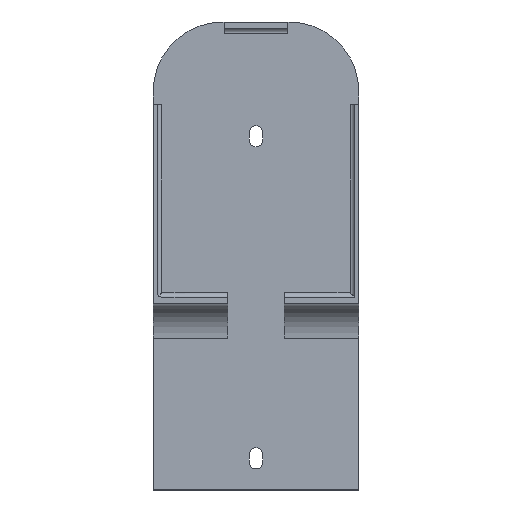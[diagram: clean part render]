
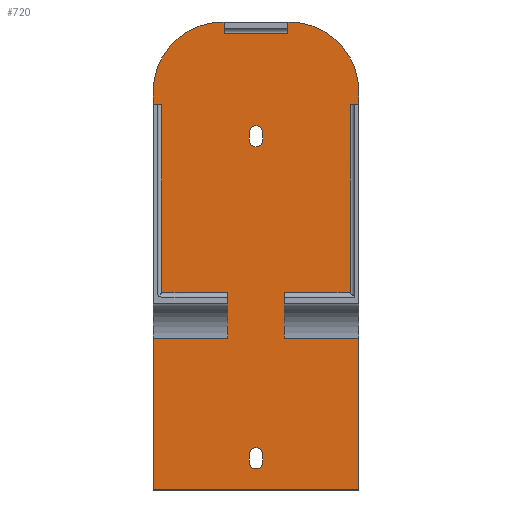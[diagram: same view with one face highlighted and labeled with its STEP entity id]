
A CAD part, top view. The second image highlights one B-rep face of the part: STEP entity #720.
In plain terms, the highlighted planar face has unit normal (0, 0, 1).
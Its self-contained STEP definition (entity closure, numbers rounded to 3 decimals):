
#15=FACE_BOUND('',#90,.T.);
#16=FACE_BOUND('',#91,.T.);
#19=PLANE('',#779);
#51=FACE_OUTER_BOUND('',#89,.T.);
#89=EDGE_LOOP('',(#504,#505,#506,#507,#508,#509,#510,#511,#512,#513,#514,
#515,#516,#517,#518,#519,#520,#521,#522,#523,#524,#525));
#90=EDGE_LOOP('',(#526,#527,#528,#529));
#91=EDGE_LOOP('',(#530,#531,#532,#533));
#127=LINE('',#1051,#207);
#129=LINE('',#1060,#209);
#131=LINE('',#1067,#211);
#134=LINE('',#1078,#214);
#135=LINE('',#1080,#215);
#136=LINE('',#1082,#216);
#137=LINE('',#1084,#217);
#138=LINE('',#1088,#218);
#139=LINE('',#1090,#219);
#140=LINE('',#1092,#220);
#141=LINE('',#1094,#221);
#142=LINE('',#1096,#222);
#143=LINE('',#1100,#223);
#144=LINE('',#1102,#224);
#145=LINE('',#1104,#225);
#146=LINE('',#1106,#226);
#147=LINE('',#1107,#227);
#148=LINE('',#1109,#228);
#149=LINE('',#1111,#229);
#150=LINE('',#1112,#230);
#151=LINE('',#1117,#231);
#152=LINE('',#1120,#232);
#153=LINE('',#1125,#233);
#154=LINE('',#1128,#234);
#207=VECTOR('',#839,11.);
#209=VECTOR('',#847,11.);
#211=VECTOR('',#853,10.);
#214=VECTOR('',#864,10.);
#215=VECTOR('',#867,10.);
#216=VECTOR('',#868,10.);
#217=VECTOR('',#869,10.);
#218=VECTOR('',#872,10.);
#219=VECTOR('',#873,10.);
#220=VECTOR('',#874,10.);
#221=VECTOR('',#875,10.);
#222=VECTOR('',#876,10.);
#223=VECTOR('',#879,10.);
#224=VECTOR('',#880,10.);
#225=VECTOR('',#881,10.);
#226=VECTOR('',#882,10.);
#227=VECTOR('',#883,10.);
#228=VECTOR('',#884,10.);
#229=VECTOR('',#885,10.);
#230=VECTOR('',#886,10.);
#231=VECTOR('',#889,10.);
#232=VECTOR('',#892,10.);
#233=VECTOR('',#895,10.);
#234=VECTOR('',#898,10.);
#293=CIRCLE('',#780,22.);
#294=CIRCLE('',#781,22.);
#295=CIRCLE('',#782,2.1);
#296=CIRCLE('',#783,2.1);
#297=CIRCLE('',#784,2.1);
#298=CIRCLE('',#785,2.1);
#310=VERTEX_POINT('',#1047);
#312=VERTEX_POINT('',#1050);
#315=VERTEX_POINT('',#1057);
#316=VERTEX_POINT('',#1059);
#318=VERTEX_POINT('',#1065);
#319=VERTEX_POINT('',#1066);
#323=VERTEX_POINT('',#1076);
#324=VERTEX_POINT('',#1081);
#325=VERTEX_POINT('',#1083);
#326=VERTEX_POINT('',#1085);
#327=VERTEX_POINT('',#1087);
#328=VERTEX_POINT('',#1089);
#329=VERTEX_POINT('',#1091);
#330=VERTEX_POINT('',#1093);
#331=VERTEX_POINT('',#1095);
#332=VERTEX_POINT('',#1097);
#333=VERTEX_POINT('',#1099);
#334=VERTEX_POINT('',#1101);
#335=VERTEX_POINT('',#1103);
#336=VERTEX_POINT('',#1105);
#337=VERTEX_POINT('',#1108);
#338=VERTEX_POINT('',#1110);
#339=VERTEX_POINT('',#1113);
#340=VERTEX_POINT('',#1114);
#341=VERTEX_POINT('',#1116);
#342=VERTEX_POINT('',#1118);
#343=VERTEX_POINT('',#1121);
#344=VERTEX_POINT('',#1122);
#345=VERTEX_POINT('',#1124);
#346=VERTEX_POINT('',#1126);
#382=EDGE_CURVE('',#310,#312,#127,.T.);
#386=EDGE_CURVE('',#315,#316,#129,.T.);
#389=EDGE_CURVE('',#318,#319,#131,.T.);
#395=EDGE_CURVE('',#323,#318,#134,.T.);
#396=EDGE_CURVE('',#310,#319,#135,.T.);
#397=EDGE_CURVE('',#323,#324,#136,.T.);
#398=EDGE_CURVE('',#324,#325,#137,.T.);
#399=EDGE_CURVE('',#326,#325,#293,.T.);
#400=EDGE_CURVE('',#327,#326,#138,.T.);
#401=EDGE_CURVE('',#327,#328,#139,.T.);
#402=EDGE_CURVE('',#329,#328,#140,.T.);
#403=EDGE_CURVE('',#329,#330,#141,.T.);
#404=EDGE_CURVE('',#331,#330,#142,.T.);
#405=EDGE_CURVE('',#332,#331,#294,.T.);
#406=EDGE_CURVE('',#333,#332,#143,.T.);
#407=EDGE_CURVE('',#333,#334,#144,.T.);
#408=EDGE_CURVE('',#335,#334,#145,.T.);
#409=EDGE_CURVE('',#336,#335,#146,.T.);
#410=EDGE_CURVE('',#336,#316,#147,.T.);
#411=EDGE_CURVE('',#337,#315,#148,.T.);
#412=EDGE_CURVE('',#338,#337,#149,.T.);
#413=EDGE_CURVE('',#338,#312,#150,.T.);
#414=EDGE_CURVE('',#339,#340,#295,.T.);
#415=EDGE_CURVE('',#340,#341,#151,.T.);
#416=EDGE_CURVE('',#341,#342,#296,.T.);
#417=EDGE_CURVE('',#342,#339,#152,.T.);
#418=EDGE_CURVE('',#343,#344,#297,.T.);
#419=EDGE_CURVE('',#344,#345,#153,.T.);
#420=EDGE_CURVE('',#345,#346,#298,.T.);
#421=EDGE_CURVE('',#346,#343,#154,.T.);
#504=ORIENTED_EDGE('',*,*,#396,.T.);
#505=ORIENTED_EDGE('',*,*,#389,.F.);
#506=ORIENTED_EDGE('',*,*,#395,.F.);
#507=ORIENTED_EDGE('',*,*,#397,.T.);
#508=ORIENTED_EDGE('',*,*,#398,.T.);
#509=ORIENTED_EDGE('',*,*,#399,.F.);
#510=ORIENTED_EDGE('',*,*,#400,.F.);
#511=ORIENTED_EDGE('',*,*,#401,.T.);
#512=ORIENTED_EDGE('',*,*,#402,.F.);
#513=ORIENTED_EDGE('',*,*,#403,.T.);
#514=ORIENTED_EDGE('',*,*,#404,.F.);
#515=ORIENTED_EDGE('',*,*,#405,.F.);
#516=ORIENTED_EDGE('',*,*,#406,.F.);
#517=ORIENTED_EDGE('',*,*,#407,.T.);
#518=ORIENTED_EDGE('',*,*,#408,.F.);
#519=ORIENTED_EDGE('',*,*,#409,.F.);
#520=ORIENTED_EDGE('',*,*,#410,.T.);
#521=ORIENTED_EDGE('',*,*,#386,.F.);
#522=ORIENTED_EDGE('',*,*,#411,.F.);
#523=ORIENTED_EDGE('',*,*,#412,.F.);
#524=ORIENTED_EDGE('',*,*,#413,.T.);
#525=ORIENTED_EDGE('',*,*,#382,.F.);
#526=ORIENTED_EDGE('',*,*,#414,.T.);
#527=ORIENTED_EDGE('',*,*,#415,.T.);
#528=ORIENTED_EDGE('',*,*,#416,.T.);
#529=ORIENTED_EDGE('',*,*,#417,.T.);
#530=ORIENTED_EDGE('',*,*,#418,.T.);
#531=ORIENTED_EDGE('',*,*,#419,.T.);
#532=ORIENTED_EDGE('',*,*,#420,.T.);
#533=ORIENTED_EDGE('',*,*,#421,.T.);
#720=ADVANCED_FACE('',(#51,#15,#16),#19,.T.);
#779=AXIS2_PLACEMENT_3D('',#1079,#865,#866);
#780=AXIS2_PLACEMENT_3D('',#1086,#870,#871);
#781=AXIS2_PLACEMENT_3D('',#1098,#877,#878);
#782=AXIS2_PLACEMENT_3D('',#1115,#887,#888);
#783=AXIS2_PLACEMENT_3D('',#1119,#890,#891);
#784=AXIS2_PLACEMENT_3D('',#1123,#893,#894);
#785=AXIS2_PLACEMENT_3D('',#1127,#896,#897);
#839=DIRECTION('',(1.,0.,0.));
#847=DIRECTION('',(1.,0.,0.));
#853=DIRECTION('',(-1.,0.,0.));
#864=DIRECTION('',(0.,-1.,0.));
#865=DIRECTION('center_axis',(0.,0.,1.));
#866=DIRECTION('ref_axis',(1.,0.,0.));
#867=DIRECTION('',(0.,1.,0.));
#868=DIRECTION('',(1.,0.,0.));
#869=DIRECTION('',(0.,1.,0.));
#870=DIRECTION('center_axis',(0.,0.,-1.));
#871=DIRECTION('ref_axis',(0.707,0.707,0.));
#872=DIRECTION('',(1.,0.,0.));
#873=DIRECTION('',(0.,-1.,0.));
#874=DIRECTION('',(1.,0.,0.));
#875=DIRECTION('',(0.,1.,0.));
#876=DIRECTION('',(1.,0.,0.));
#877=DIRECTION('center_axis',(0.,0.,-1.));
#878=DIRECTION('ref_axis',(-0.707,0.707,0.));
#879=DIRECTION('',(0.,1.,0.));
#880=DIRECTION('',(1.,0.,0.));
#881=DIRECTION('',(0.,1.,0.));
#882=DIRECTION('',(-1.,0.,0.));
#883=DIRECTION('',(0.,-1.,0.));
#884=DIRECTION('',(0.,1.,0.));
#885=DIRECTION('',(-1.,0.,0.));
#886=DIRECTION('',(0.,1.,0.));
#887=DIRECTION('center_axis',(0.,0.,-1.));
#888=DIRECTION('ref_axis',(1.,0.,0.));
#889=DIRECTION('',(0.,-1.,0.));
#890=DIRECTION('center_axis',(0.,0.,-1.));
#891=DIRECTION('ref_axis',(-1.,0.,0.));
#892=DIRECTION('',(0.,1.,0.));
#893=DIRECTION('center_axis',(0.,0.,-1.));
#894=DIRECTION('ref_axis',(-1.,0.,0.));
#895=DIRECTION('',(0.,1.,0.));
#896=DIRECTION('center_axis',(0.,0.,-1.));
#897=DIRECTION('ref_axis',(1.,0.,0.));
#898=DIRECTION('',(0.,-1.,0.));
#1047=CARTESIAN_POINT('',(9.,-12.954,0.));
#1050=CARTESIAN_POINT('',(32.5,-12.954,0.));
#1051=CARTESIAN_POINT('',(-32.5,-12.954,0.));
#1057=CARTESIAN_POINT('',(-32.5,-12.954,0.));
#1059=CARTESIAN_POINT('',(-9.,-12.954,0.));
#1060=CARTESIAN_POINT('',(-32.5,-12.954,0.));
#1065=CARTESIAN_POINT('',(29.75,1.5,0.));
#1066=CARTESIAN_POINT('',(9.,1.5,0.));
#1067=CARTESIAN_POINT('',(15.625,1.5,0.));
#1076=CARTESIAN_POINT('',(29.75,60.9,0.));
#1078=CARTESIAN_POINT('',(29.75,36.975,0.));
#1079=CARTESIAN_POINT('Origin',(0.,13.05,
0.));
#1080=CARTESIAN_POINT('',(9.,6.525,0.));
#1081=CARTESIAN_POINT('',(32.5,60.9,0.));
#1082=CARTESIAN_POINT('',(16.25,60.9,0.));
#1083=CARTESIAN_POINT('',(32.5,65.,0.));
#1084=CARTESIAN_POINT('',(32.5,60.9,0.));
#1085=CARTESIAN_POINT('',(10.5,87.,0.));
#1086=CARTESIAN_POINT('Origin',(10.5,65.,0.));
#1087=CARTESIAN_POINT('',(10.,87.,0.));
#1088=CARTESIAN_POINT('',(-32.5,87.,0.));
#1089=CARTESIAN_POINT('',(10.,83.5,0.));
#1090=CARTESIAN_POINT('',(10.,49.025,0.));
#1091=CARTESIAN_POINT('',(-10.,83.5,0.));
#1092=CARTESIAN_POINT('',(-5.,83.5,0.));
#1093=CARTESIAN_POINT('',(-10.,87.,0.));
#1094=CARTESIAN_POINT('',(-10.,50.025,0.));
#1095=CARTESIAN_POINT('',(-10.5,87.,0.));
#1096=CARTESIAN_POINT('',(-32.5,87.,0.));
#1097=CARTESIAN_POINT('',(-32.5,65.,0.));
#1098=CARTESIAN_POINT('Origin',(-10.5,65.,0.));
#1099=CARTESIAN_POINT('',(-32.5,60.9,0.));
#1100=CARTESIAN_POINT('',(-32.5,85.,0.));
#1101=CARTESIAN_POINT('',(-29.75,60.9,0.));
#1102=CARTESIAN_POINT('',(-15.625,60.9,0.));
#1103=CARTESIAN_POINT('',(-29.75,1.5,0.));
#1104=CARTESIAN_POINT('',(-29.75,6.525,0.));
#1105=CARTESIAN_POINT('',(-9.,1.5,0.));
#1106=CARTESIAN_POINT('',(-4.5,1.5,0.));
#1107=CARTESIAN_POINT('',(-9.,5.525,0.));
#1108=CARTESIAN_POINT('',(-32.5,-60.9,0.));
#1109=CARTESIAN_POINT('',(-32.5,85.,0.));
#1110=CARTESIAN_POINT('',(32.5,-60.9,0.));
#1111=CARTESIAN_POINT('',(32.5,-60.9,0.));
#1112=CARTESIAN_POINT('',(32.5,60.9,0.));
#1113=CARTESIAN_POINT('',(-2.1,52.15,0.));
#1114=CARTESIAN_POINT('',(2.1,52.15,0.));
#1115=CARTESIAN_POINT('Origin',(0.,52.15,0.));
#1116=CARTESIAN_POINT('',(2.1,49.65,0.));
#1117=CARTESIAN_POINT('',(2.1,49.65,0.));
#1118=CARTESIAN_POINT('',(-2.1,49.65,0.));
#1119=CARTESIAN_POINT('Origin',(0.,49.65,0.));
#1120=CARTESIAN_POINT('',(-2.1,52.15,0.));
#1121=CARTESIAN_POINT('',(2.1,-52.15,0.));
#1122=CARTESIAN_POINT('',(-2.1,-52.15,0.));
#1123=CARTESIAN_POINT('Origin',(0.,-52.15,0.));
#1124=CARTESIAN_POINT('',(-2.1,-49.65,0.));
#1125=CARTESIAN_POINT('',(-2.1,-52.15,0.));
#1126=CARTESIAN_POINT('',(2.1,-49.65,0.));
#1127=CARTESIAN_POINT('Origin',(0.,-49.65,0.));
#1128=CARTESIAN_POINT('',(2.1,-49.65,0.));
